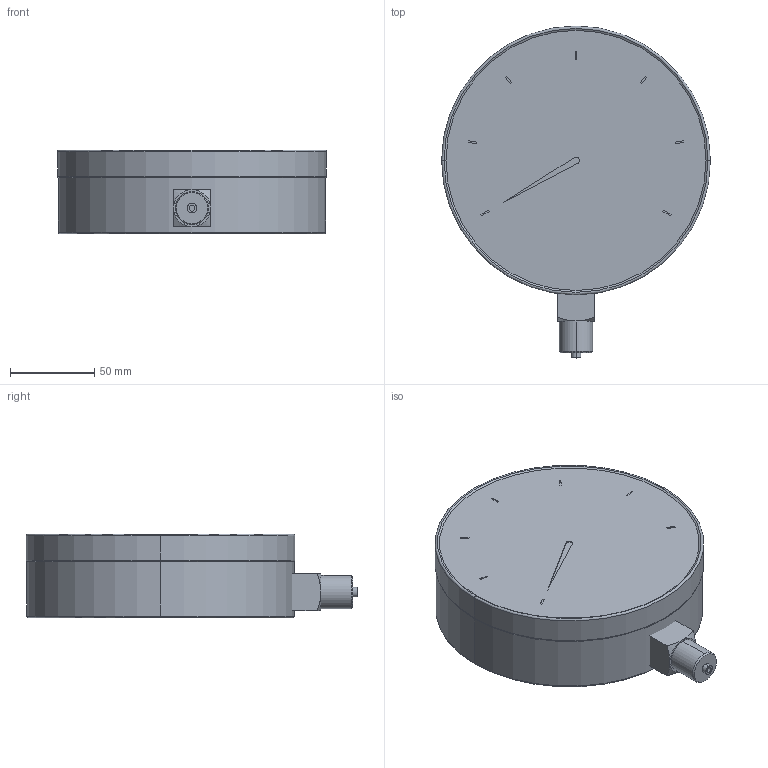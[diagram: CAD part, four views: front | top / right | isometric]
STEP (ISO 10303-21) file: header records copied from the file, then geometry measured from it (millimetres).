
FILE_DESCRIPTION (( 'STEP AP203' ), '1' );
FILE_NAME ('Manometr standartni 160.STEP', '2013-02-20T11:24:00', ( 'Uzivatel' ), ( 'HP' ), 'SwSTEP 2.0', 'SolidWorks 2012', '' );
FILE_SCHEMA (( 'CONFIG_CONTROL_DESIGN' ));
Length unit declared in the file: millimetre
Products named in the file (1): Manometr standartni 160
Bounding box: 160 x 197.5 x 49.77 mm (x, y, z)
Volume: 997524.2 mm3; surface area: 69511.6 mm2
Topology: 2 solids, 2 shells, 75 faces, 164 edges, 104 vertices
Faces by surface type: plane 49, cylinder 12, cone 8, torus 6
Entity records: 2163 total; most frequent: CARTESIAN_POINT 416, DIRECTION 350, ORIENTED_EDGE 328, EDGE_CURVE 164, AXIS2_PLACEMENT_3D 118, LINE 114, VECTOR 114, VERTEX_POINT 104
